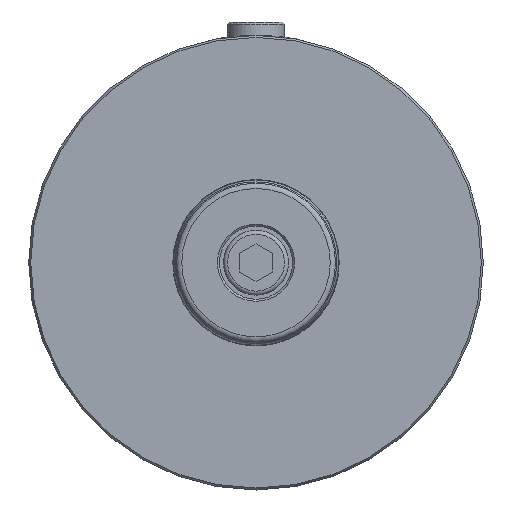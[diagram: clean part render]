
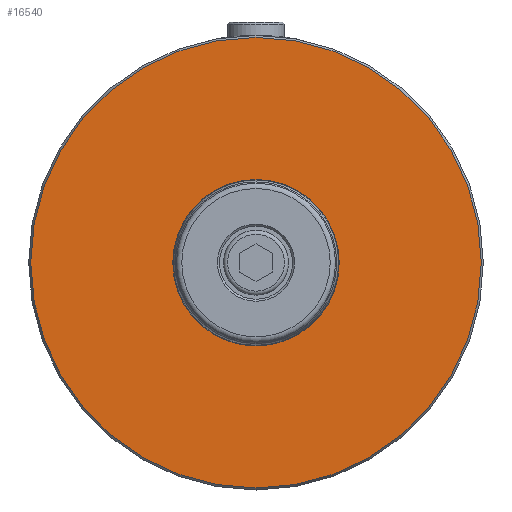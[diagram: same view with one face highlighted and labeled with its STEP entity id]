
A CAD part, front view. The second image highlights one B-rep face of the part: STEP entity #16540.
In plain terms, the highlighted planar face has unit normal (0, -1, 0).
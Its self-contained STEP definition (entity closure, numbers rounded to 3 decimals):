
#1768 = ORIENTED_EDGE ( 'NONE', *, *, #17798, .T. ) ;
#3806 = DIRECTION ( 'NONE',  ( 0., 0., -1. ) ) ;
#6429 = FACE_BOUND ( 'NONE', #12893, .T. ) ;
#6724 = EDGE_CURVE ( 'NONE', #7701, #7701, #19844, .T. ) ;
#7701 = VERTEX_POINT ( 'NONE', #12839 ) ;
#7900 = DIRECTION ( 'NONE',  ( 0., 1., 0. ) ) ;
#8093 = PLANE ( 'NONE',  #16536 ) ;
#8646 = ORIENTED_EDGE ( 'NONE', *, *, #6724, .T. ) ;
#9592 = CARTESIAN_POINT ( 'NONE',  ( 0., 0., 0. ) ) ;
#12443 = CARTESIAN_POINT ( 'NONE',  ( 0., 0., 0. ) ) ;
#12448 = AXIS2_PLACEMENT_3D ( 'NONE', #9592, #7900, #17473 ) ;
#12839 = CARTESIAN_POINT ( 'NONE',  ( 0., 0., 20.3 ) ) ;
#12845 = DIRECTION ( 'NONE',  ( 0., -1., 0. ) ) ;
#12893 = EDGE_LOOP ( 'NONE', ( #8646 ) ) ;
#12991 = CARTESIAN_POINT ( 'NONE',  ( 0., 0., -55.5 ) ) ;
#13648 = DIRECTION ( 'NONE',  ( 0., -1., 0. ) ) ;
#15219 = CIRCLE ( 'NONE', #17905, 55.5 ) ;
#16536 = AXIS2_PLACEMENT_3D ( 'NONE', #16805, #13648, #3806 ) ;
#16540 = ADVANCED_FACE ( 'NONE', ( #6429, #19270 ), #8093, .T. ) ;
#16805 = CARTESIAN_POINT ( 'NONE',  ( 0., 0., 0. ) ) ;
#17473 = DIRECTION ( 'NONE',  ( 0., 0., 1. ) ) ;
#17798 = EDGE_CURVE ( 'NONE', #19740, #19740, #15219, .T. ) ;
#17905 = AXIS2_PLACEMENT_3D ( 'NONE', #12443, #12845, #19289 ) ;
#19270 = FACE_OUTER_BOUND ( 'NONE', #19276, .T. ) ;
#19276 = EDGE_LOOP ( 'NONE', ( #1768 ) ) ;
#19289 = DIRECTION ( 'NONE',  ( 0., 0., -1. ) ) ;
#19740 = VERTEX_POINT ( 'NONE', #12991 ) ;
#19844 = CIRCLE ( 'NONE', #12448, 20.3 ) ;
